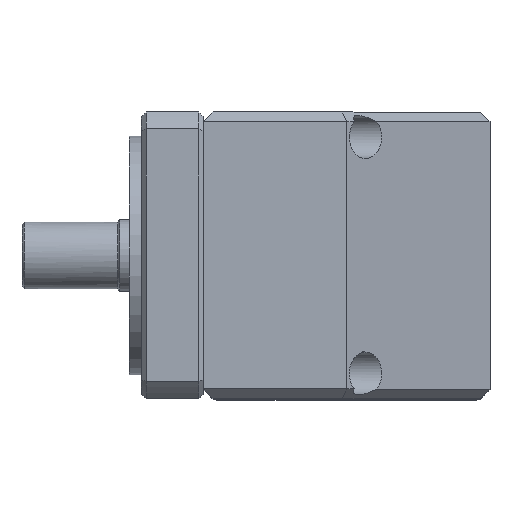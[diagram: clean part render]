
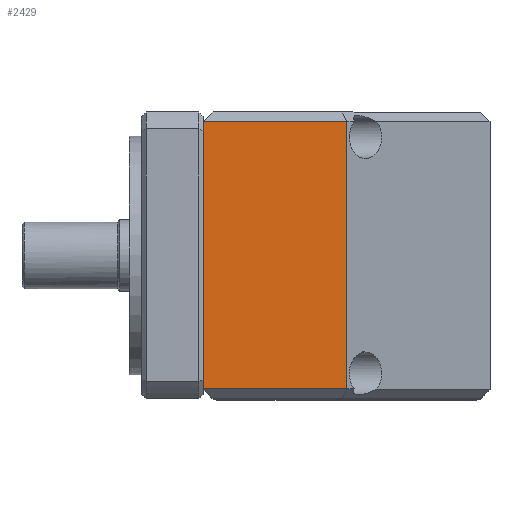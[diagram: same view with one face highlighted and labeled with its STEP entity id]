
A CAD part, top view. The second image highlights one B-rep face of the part: STEP entity #2429.
In plain terms, the highlighted planar face has unit normal (0, 0, 1).
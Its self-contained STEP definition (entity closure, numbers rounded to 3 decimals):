
#2429 = ADVANCED_FACE( 'NONE', ( #5768 ), #5769, .F. );
#5768 = FACE_OUTER_BOUND( '', #10440, .T. );
#5769 = PLANE( '', #10441 );
#10440 = EDGE_LOOP( '', ( #15786, #15787, #15788, #15789 ) );
#10441 = AXIS2_PLACEMENT_3D( '', #15790, #15791, #15792 );
#15786 = ORIENTED_EDGE( '', *, *, #19652, .T. );
#15787 = ORIENTED_EDGE( '', *, *, #19653, .T. );
#15788 = ORIENTED_EDGE( '', *, *, #19654, .T. );
#15789 = ORIENTED_EDGE( '', *, *, #19397, .T. );
#15790 = CARTESIAN_POINT( '', ( -39.268, 26.387, 83. ) );
#15791 = DIRECTION( '', ( 0., 0., -1. ) );
#15792 = DIRECTION( '', ( 0., -1., 0. ) );
#19397 = EDGE_CURVE( 'NONE', #20299, #20276, #20727, .T. );
#19652 = EDGE_CURVE( 'NONE', #20276, #21094, #21095, .T. );
#19653 = EDGE_CURVE( 'NONE', #21094, #21096, #21097, .T. );
#19654 = EDGE_CURVE( 'NONE', #21096, #20299, #21098, .T. );
#20276 = VERTEX_POINT( 'NONE', #21872 );
#20299 = VERTEX_POINT( 'NONE', #21901 );
#20727 = LINE( '', #22532, #22533 );
#21094 = VERTEX_POINT( 'NONE', #23232 );
#21095 = LINE( '', #23233, #23234 );
#21096 = VERTEX_POINT( 'NONE', #23235 );
#21097 = LINE( '', #23236, #23237 );
#21098 = LINE( '', #23238, #23239 );
#21872 = CARTESIAN_POINT( '', ( 18.732, 26.387, 83. ) );
#21901 = CARTESIAN_POINT( '', ( 18.732, -3.613, 83. ) );
#22532 = CARTESIAN_POINT( '', ( 18.732, 26.387, 83. ) );
#22533 = VECTOR( '', #24657, 1000. );
#23232 = CARTESIAN_POINT( '', ( -37.268, 26.387, 83. ) );
#23233 = CARTESIAN_POINT( '', ( -39.268, 26.387, 83. ) );
#23234 = VECTOR( '', #24928, 1000. );
#23235 = CARTESIAN_POINT( '', ( -37.268, -3.613, 83. ) );
#23236 = CARTESIAN_POINT( '', ( -37.268, 26.387, 83. ) );
#23237 = VECTOR( '', #24929, 1000. );
#23238 = CARTESIAN_POINT( '', ( -39.268, -3.613, 83. ) );
#23239 = VECTOR( '', #24930, 1000. );
#24657 = DIRECTION( '', ( 0., 1., 0. ) );
#24928 = DIRECTION( '', ( -1., 0., 0. ) );
#24929 = DIRECTION( '', ( 0., -1., 0. ) );
#24930 = DIRECTION( '', ( 1., 0., 0. ) );
